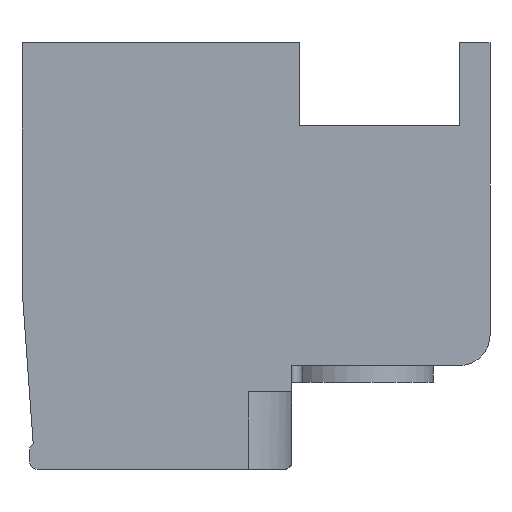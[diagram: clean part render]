
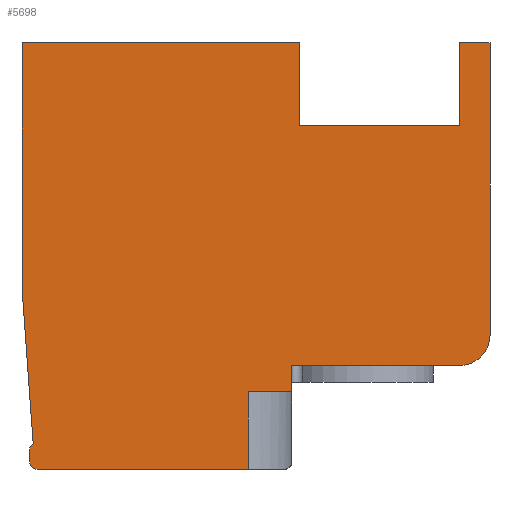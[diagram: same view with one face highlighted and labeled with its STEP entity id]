
A CAD part, front view. The second image highlights one B-rep face of the part: STEP entity #5698.
In plain terms, the highlighted planar face has unit normal (0, -1, 0).
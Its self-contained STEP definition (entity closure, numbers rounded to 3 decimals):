
#1=DIRECTION('',(0.,0.,1.));
#2=VECTOR('',#1,2.05);
#3=CARTESIAN_POINT('',(-0.15,0.,-6.175));
#4=LINE('',#3,#2);
#5=DIRECTION('',(-1.,0.,0.));
#6=VECTOR('',#5,5.6);
#7=CARTESIAN_POINT('',(-0.15,0.,-6.175));
#8=LINE('',#7,#6);
#9=CARTESIAN_POINT('',(-5.75,0.,-5.975));
#10=DIRECTION('',(0.,1.,0.));
#11=DIRECTION('',(0.,0.,-1.));
#12=AXIS2_PLACEMENT_3D('',#9,#10,#11);
#14=DIRECTION('',(0.,0.,1.));
#15=VECTOR('',#14,0.3);
#16=CARTESIAN_POINT('',(-5.95,0.,-5.975));
#17=LINE('',#16,#15);
#18=CARTESIAN_POINT('',(-5.75,0.,-5.675));
#19=DIRECTION('',(0.,1.,0.));
#20=DIRECTION('',(-1.,0.,0.));
#21=AXIS2_PLACEMENT_3D('',#18,#19,#20);
#23=DIRECTION('',(-0.072,0.,0.997));
#24=VECTOR('',#23,4.13);
#25=CARTESIAN_POINT('',(-5.854,0.,-5.504));
#26=LINE('',#25,#24);
#27=DIRECTION('',(0.,0.,1.));
#28=VECTOR('',#27,6.51);
#29=CARTESIAN_POINT('',(-6.15,0.,-1.385));
#30=LINE('',#29,#28);
#31=DIRECTION('',(1.,0.,0.));
#32=VECTOR('',#31,7.35);
#33=CARTESIAN_POINT('',(-6.15,0.,5.125));
#34=LINE('',#33,#32);
#35=DIRECTION('',(0.,0.,-1.));
#36=VECTOR('',#35,2.2);
#37=CARTESIAN_POINT('',(1.2,0.,5.125));
#38=LINE('',#37,#36);
#39=DIRECTION('',(1.,0.,0.));
#40=VECTOR('',#39,4.25);
#41=CARTESIAN_POINT('',(1.2,0.,2.925));
#42=LINE('',#41,#40);
#43=DIRECTION('',(0.,0.,1.));
#44=VECTOR('',#43,2.2);
#45=CARTESIAN_POINT('',(5.45,0.,2.925));
#46=LINE('',#45,#44);
#47=DIRECTION('',(1.,0.,0.));
#48=VECTOR('',#47,0.8);
#49=CARTESIAN_POINT('',(5.45,0.,5.125));
#50=LINE('',#49,#48);
#51=DIRECTION('',(0.,0.,-1.));
#52=VECTOR('',#51,7.75);
#53=CARTESIAN_POINT('',(6.25,0.,5.125));
#54=LINE('',#53,#52);
#55=CARTESIAN_POINT('',(5.45,0.,-2.625));
#56=DIRECTION('',(0.,1.,0.));
#57=DIRECTION('',(1.,0.,0.));
#58=AXIS2_PLACEMENT_3D('',#55,#56,#57);
#60=DIRECTION('',(-1.,0.,0.));
#61=VECTOR('',#60,4.45);
#62=CARTESIAN_POINT('',(5.45,0.,-3.425));
#63=LINE('',#62,#61);
#64=DIRECTION('',(0.,0.,-1.));
#65=VECTOR('',#64,0.7);
#66=CARTESIAN_POINT('',(1.,0.,-3.425));
#67=LINE('',#66,#65);
#68=DIRECTION('',(1.,0.,0.));
#69=VECTOR('',#68,1.15);
#70=CARTESIAN_POINT('',(-0.15,0.,-4.125));
#71=LINE('',#70,#69);
#4379=CARTESIAN_POINT('',(6.25,0.,5.125));
#4380=CARTESIAN_POINT('',(6.25,0.,-2.625));
#4381=VERTEX_POINT('',#4379);
#4382=VERTEX_POINT('',#4380);
#4383=CARTESIAN_POINT('',(5.45,0.,-3.425));
#4384=VERTEX_POINT('',#4383);
#4385=CARTESIAN_POINT('',(1.,0.,-3.425));
#4386=VERTEX_POINT('',#4385);
#4387=CARTESIAN_POINT('',(-5.75,0.,-6.175));
#4388=CARTESIAN_POINT('',(-5.95,0.,-5.975));
#4389=VERTEX_POINT('',#4387);
#4390=VERTEX_POINT('',#4388);
#4391=CARTESIAN_POINT('',(-5.95,0.,-5.675));
#4392=VERTEX_POINT('',#4391);
#4393=CARTESIAN_POINT('',(-5.854,0.,-5.504));
#4394=VERTEX_POINT('',#4393);
#4395=CARTESIAN_POINT('',(-6.15,0.,-1.385));
#4396=VERTEX_POINT('',#4395);
#4397=CARTESIAN_POINT('',(-6.15,0.,5.125));
#4398=VERTEX_POINT('',#4397);
#4399=CARTESIAN_POINT('',(1.2,0.,5.125));
#4400=CARTESIAN_POINT('',(1.2,0.,2.925));
#4401=VERTEX_POINT('',#4399);
#4402=VERTEX_POINT('',#4400);
#4403=CARTESIAN_POINT('',(5.45,0.,2.925));
#4404=VERTEX_POINT('',#4403);
#4405=CARTESIAN_POINT('',(5.45,0.,5.125));
#4406=VERTEX_POINT('',#4405);
#4857=CARTESIAN_POINT('',(-0.15,0.,-6.175));
#4858=CARTESIAN_POINT('',(-0.15,0.,-4.125));
#4859=VERTEX_POINT('',#4857);
#4860=VERTEX_POINT('',#4858);
#4861=CARTESIAN_POINT('',(1.,0.,-4.125));
#4862=VERTEX_POINT('',#4861);
#5657=CARTESIAN_POINT('',(0.,0.,0.));
#5658=DIRECTION('',(0.,1.,0.));
#5659=DIRECTION('',(1.,0.,0.));
#5660=AXIS2_PLACEMENT_3D('',#5657,#5658,#5659);
#5661=PLANE('',#5660);
#5663=ORIENTED_EDGE('',*,*,#5662,.F.);
#5665=ORIENTED_EDGE('',*,*,#5664,.T.);
#5667=ORIENTED_EDGE('',*,*,#5666,.T.);
#5669=ORIENTED_EDGE('',*,*,#5668,.T.);
#5671=ORIENTED_EDGE('',*,*,#5670,.T.);
#5673=ORIENTED_EDGE('',*,*,#5672,.T.);
#5675=ORIENTED_EDGE('',*,*,#5674,.T.);
#5677=ORIENTED_EDGE('',*,*,#5676,.T.);
#5679=ORIENTED_EDGE('',*,*,#5678,.T.);
#5681=ORIENTED_EDGE('',*,*,#5680,.T.);
#5683=ORIENTED_EDGE('',*,*,#5682,.T.);
#5685=ORIENTED_EDGE('',*,*,#5684,.T.);
#5687=ORIENTED_EDGE('',*,*,#5686,.T.);
#5689=ORIENTED_EDGE('',*,*,#5688,.T.);
#5691=ORIENTED_EDGE('',*,*,#5690,.T.);
#5693=ORIENTED_EDGE('',*,*,#5692,.T.);
#5695=ORIENTED_EDGE('',*,*,#5694,.F.);
#5696=EDGE_LOOP('',(#5663,#5665,#5667,#5669,#5671,#5673,#5675,#5677,#5679,#5681,
#5683,#5685,#5687,#5689,#5691,#5693,#5695));
#5697=FACE_OUTER_BOUND('',#5696,.F.);
#5698=ADVANCED_FACE('',(#5697),#5661,.F.);
#13=CIRCLE('',#12,0.2);
#22=CIRCLE('',#21,0.2);
#59=CIRCLE('',#58,0.8);
#5662=EDGE_CURVE('',#4859,#4860,#4,.T.);
#5664=EDGE_CURVE('',#4859,#4389,#8,.T.);
#5666=EDGE_CURVE('',#4389,#4390,#13,.T.);
#5668=EDGE_CURVE('',#4390,#4392,#17,.T.);
#5670=EDGE_CURVE('',#4392,#4394,#22,.T.);
#5672=EDGE_CURVE('',#4394,#4396,#26,.T.);
#5674=EDGE_CURVE('',#4396,#4398,#30,.T.);
#5676=EDGE_CURVE('',#4398,#4401,#34,.T.);
#5678=EDGE_CURVE('',#4401,#4402,#38,.T.);
#5680=EDGE_CURVE('',#4402,#4404,#42,.T.);
#5682=EDGE_CURVE('',#4404,#4406,#46,.T.);
#5684=EDGE_CURVE('',#4406,#4381,#50,.T.);
#5686=EDGE_CURVE('',#4381,#4382,#54,.T.);
#5688=EDGE_CURVE('',#4382,#4384,#59,.T.);
#5690=EDGE_CURVE('',#4384,#4386,#63,.T.);
#5692=EDGE_CURVE('',#4386,#4862,#67,.T.);
#5694=EDGE_CURVE('',#4860,#4862,#71,.T.);
